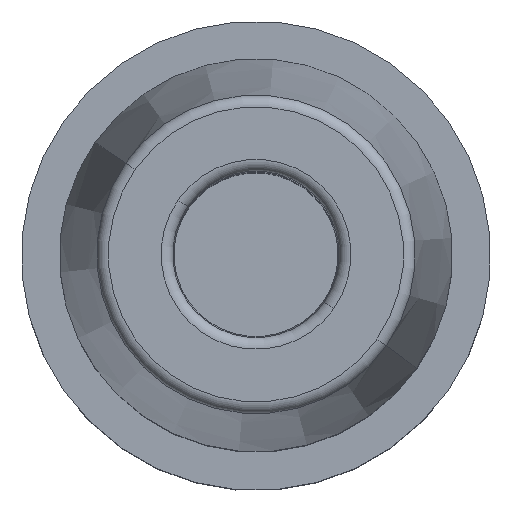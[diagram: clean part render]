
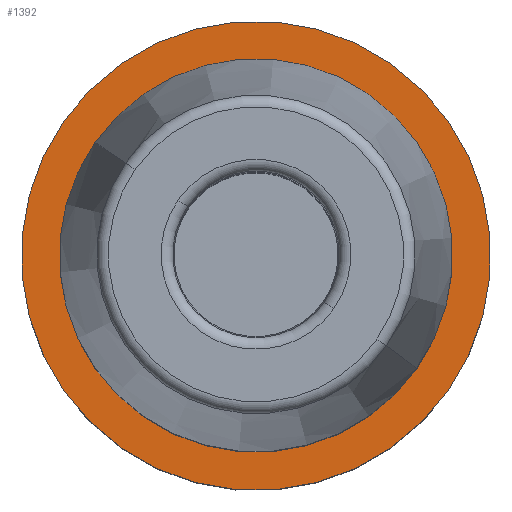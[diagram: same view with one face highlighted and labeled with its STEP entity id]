
A CAD part, top view. The second image highlights one B-rep face of the part: STEP entity #1392.
In plain terms, the highlighted planar face has unit normal (0, 0, 1).
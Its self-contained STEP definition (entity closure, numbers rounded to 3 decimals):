
#377=CARTESIAN_POINT('',(0.,0.,19.95));
#378=DIRECTION('',(0.,0.,1.));
#379=DIRECTION('',(-0.819,0.574,0.));
#380=AXIS2_PLACEMENT_3D('',#377,#378,#379);
#385=CARTESIAN_POINT('',(0.,0.,19.95));
#386=DIRECTION('',(0.,0.,-1.));
#387=DIRECTION('',(-0.819,0.574,0.));
#388=AXIS2_PLACEMENT_3D('',#385,#386,#387);
#407=CARTESIAN_POINT('',(0.,0.,19.95));
#408=DIRECTION('',(0.,0.,-1.));
#409=DIRECTION('',(-0.819,0.574,0.));
#410=AXIS2_PLACEMENT_3D('',#407,#408,#409);
#415=CARTESIAN_POINT('',(0.,0.,19.95));
#416=DIRECTION('',(0.,0.,1.));
#417=DIRECTION('',(-0.819,0.574,0.));
#418=AXIS2_PLACEMENT_3D('',#415,#416,#417);
#950=CARTESIAN_POINT('',(-13.721,9.607,19.95));
#952=VERTEX_POINT('',#950);
#953=CARTESIAN_POINT('',(-16.383,11.472,19.95));
#955=VERTEX_POINT('',#953);
#1012=CARTESIAN_POINT('',(13.721,-9.607,19.95));
#1014=VERTEX_POINT('',#1012);
#1015=CARTESIAN_POINT('',(16.383,-11.472,19.95));
#1017=VERTEX_POINT('',#1015);
#1377=CARTESIAN_POINT('',(0.,0.,19.95));
#1378=DIRECTION('',(0.,0.,1.));
#1379=DIRECTION('',(0.819,-0.574,0.));
#1380=AXIS2_PLACEMENT_3D('',#1377,#1378,#1379);
#1381=PLANE('',#1380);
#1383=ORIENTED_EDGE('',*,*,#1382,.T.);
#1385=ORIENTED_EDGE('',*,*,#1384,.F.);
#1386=EDGE_LOOP('',(#1383,#1385));
#1387=FACE_OUTER_BOUND('',#1386,.F.);
#1388=ORIENTED_EDGE('',*,*,#1372,.T.);
#1389=ORIENTED_EDGE('',*,*,#1356,.F.);
#1390=EDGE_LOOP('',(#1388,#1389));
#1391=FACE_BOUND('',#1390,.F.);
#1392=ADVANCED_FACE('',(#1387,#1391),#1381,.T.);
#381=CIRCLE('',#380,16.75);
#389=CIRCLE('',#388,16.75);
#411=CIRCLE('',#410,20.);
#419=CIRCLE('',#418,20.);
#1356=EDGE_CURVE('',#952,#1014,#389,.T.);
#1372=EDGE_CURVE('',#952,#1014,#381,.T.);
#1382=EDGE_CURVE('',#955,#1017,#411,.T.);
#1384=EDGE_CURVE('',#955,#1017,#419,.T.);
